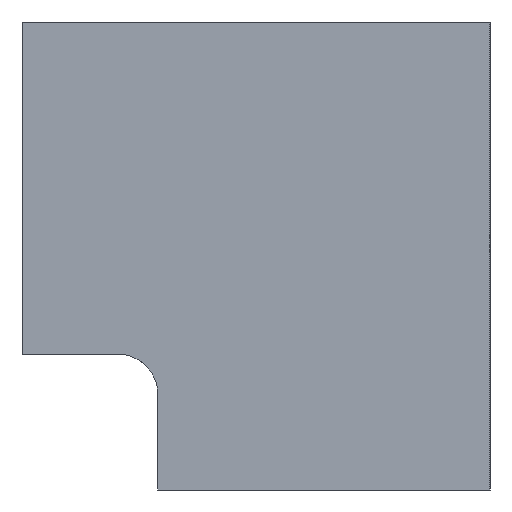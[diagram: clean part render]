
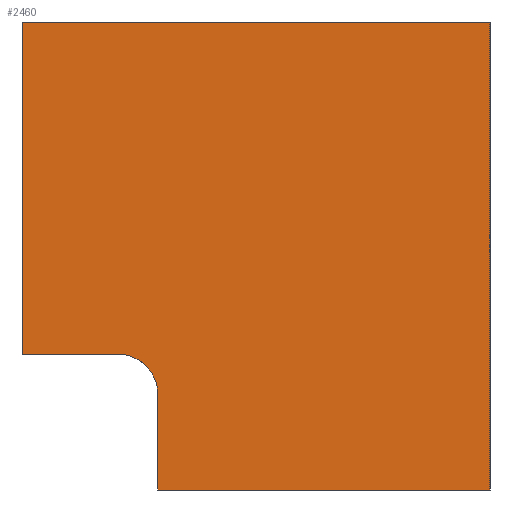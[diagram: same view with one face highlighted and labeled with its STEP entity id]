
A CAD part, left-side view. The second image highlights one B-rep face of the part: STEP entity #2460.
In plain terms, the highlighted planar face has unit normal (-1, 0, -0.018).
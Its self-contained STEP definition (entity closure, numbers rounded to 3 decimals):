
#47 = CARTESIAN_POINT ( 'NONE',  ( -31.795, 43.371, -41.3 ) ) ;
#828 = CARTESIAN_POINT ( 'NONE',  ( -31.5, 0., -58.2 ) ) ;
#860 = DIRECTION ( 'NONE',  ( 0., 1., 0. ) ) ;
#959 = CARTESIAN_POINT ( 'NONE',  ( -31.795, 46.3, -41.3 ) ) ;
#971 = ORIENTED_EDGE ( 'NONE', *, *, #11447, .F. ) ;
#1173 = LINE ( 'NONE', #6972, #3892 ) ;
#1273 = EDGE_LOOP ( 'NONE', ( #4115, #6414, #971, #3084, #5454, #11714, #7936 ) ) ;
#1881 = CARTESIAN_POINT ( 'NONE',  ( -31.708, 41.3, -46.3 ) ) ;
#1957 = VERTEX_POINT ( 'NONE', #2295 ) ;
#2295 = CARTESIAN_POINT ( 'NONE',  ( -31.5, 41.3, -58.2 ) ) ;
#2408 = EDGE_CURVE ( 'NONE', #5138, #4818, #7159, .T. ) ;
#2460 = ADVANCED_FACE ( 'NONE', ( #5186 ), #2845, .T. ) ;
#2642 = VECTOR ( 'NONE', #6343, 1000. ) ;
#2845 = PLANE ( 'NONE',  #10110 ) ;
#3084 = ORIENTED_EDGE ( 'NONE', *, *, #4914, .F. ) ;
#3189 = VECTOR ( 'NONE', #4054, 1000. ) ;
#3323 = CARTESIAN_POINT ( 'NONE',  ( -31.5, 0., -58.2 ) ) ;
#3754 = VECTOR ( 'NONE', #7598, 1000. ) ;
#3892 = VECTOR ( 'NONE', #7908, 1000. ) ;
#4054 = DIRECTION ( 'NONE',  ( 0.017, 0., -1. ) ) ;
#4115 = ORIENTED_EDGE ( 'NONE', *, *, #11527, .F. ) ;
#4609 = LINE ( 'NONE', #828, #9540 ) ;
#4683 = DIRECTION ( 'NONE',  ( -0.017, 0., 1. ) ) ;
#4818 = VERTEX_POINT ( 'NONE', #11751 ) ;
#4831 = CARTESIAN_POINT ( 'NONE',  ( -31.5, 58.2, -58.2 ) ) ;
#4914 = EDGE_CURVE ( 'NONE', #5138, #11747, #8381, .T. ) ;
#5138 = VERTEX_POINT ( 'NONE', #10302 ) ;
#5186 = FACE_OUTER_BOUND ( 'NONE', #1273, .T. ) ;
#5454 = ORIENTED_EDGE ( 'NONE', *, *, #2408, .T. ) ;
#5616 = LINE ( 'NONE', #8686, #3189 ) ;
#5877 = VECTOR ( 'NONE', #860, 1000. ) ;
#6343 = DIRECTION ( 'NONE',  ( -0.017, 0., 1. ) ) ;
#6414 = ORIENTED_EDGE ( 'NONE', *, *, #10793, .F. ) ;
#6496 = LINE ( 'NONE', #4831, #3754 ) ;
#6712 = CARTESIAN_POINT ( 'NONE',  ( -32.516, 58.2, 0. ) ) ;
#6942 = CARTESIAN_POINT ( 'NONE',  ( -32.516, 0., 0. ) ) ;
#6963 = LINE ( 'NONE', #8269, #2642 ) ;
#6972 = CARTESIAN_POINT ( 'NONE',  ( -32.516, 0., 0. ) ) ;
#7159 =( BOUNDED_CURVE ( )  B_SPLINE_CURVE ( 3, ( #959, #47, #7406, #1881 ),
 .UNSPECIFIED., .F., .F. ) 
 B_SPLINE_CURVE_WITH_KNOTS ( ( 4, 4 ),
 ( 3.142, 4.712 ),
 .UNSPECIFIED. ) 
 CURVE ( )  GEOMETRIC_REPRESENTATION_ITEM ( )  RATIONAL_B_SPLINE_CURVE ( ( 1., 0.805, 0.805, 1. ) ) 
 REPRESENTATION_ITEM ( '' )  );
#7271 = DIRECTION ( 'NONE',  ( 0., 1., 0. ) ) ;
#7406 = CARTESIAN_POINT ( 'NONE',  ( -31.759, 41.3, -43.371 ) ) ;
#7471 = VERTEX_POINT ( 'NONE', #6712 ) ;
#7546 = EDGE_CURVE ( 'NONE', #1957, #4818, #6963, .T. ) ;
#7598 = DIRECTION ( 'NONE',  ( -0.017, 0., 1. ) ) ;
#7908 = DIRECTION ( 'NONE',  ( 0., -1., 0. ) ) ;
#7936 = ORIENTED_EDGE ( 'NONE', *, *, #11294, .F. ) ;
#8269 = CARTESIAN_POINT ( 'NONE',  ( -31.5, 41.3, -58.2 ) ) ;
#8381 = LINE ( 'NONE', #11908, #5877 ) ;
#8686 = CARTESIAN_POINT ( 'NONE',  ( -31.5, 0., -58.2 ) ) ;
#9307 = CARTESIAN_POINT ( 'NONE',  ( -31.5, 0., -58.2 ) ) ;
#9540 = VECTOR ( 'NONE', #7271, 1000. ) ;
#10110 = AXIS2_PLACEMENT_3D ( 'NONE', #9307, #10246, #4683 ) ;
#10246 = DIRECTION ( 'NONE',  ( -1., 0., -0.017 ) ) ;
#10302 = CARTESIAN_POINT ( 'NONE',  ( -31.795, 46.3, -41.3 ) ) ;
#10793 = EDGE_CURVE ( 'NONE', #7471, #11760, #1173, .T. ) ;
#11294 = EDGE_CURVE ( 'NONE', #11811, #1957, #4609, .T. ) ;
#11447 = EDGE_CURVE ( 'NONE', #11747, #7471, #6496, .T. ) ;
#11527 = EDGE_CURVE ( 'NONE', #11760, #11811, #5616, .T. ) ;
#11553 = CARTESIAN_POINT ( 'NONE',  ( -31.795, 58.2, -41.3 ) ) ;
#11714 = ORIENTED_EDGE ( 'NONE', *, *, #7546, .F. ) ;
#11747 = VERTEX_POINT ( 'NONE', #11553 ) ;
#11751 = CARTESIAN_POINT ( 'NONE',  ( -31.708, 41.3, -46.3 ) ) ;
#11760 = VERTEX_POINT ( 'NONE', #6942 ) ;
#11811 = VERTEX_POINT ( 'NONE', #3323 ) ;
#11908 = CARTESIAN_POINT ( 'NONE',  ( -31.795, 0., -41.3 ) ) ;
